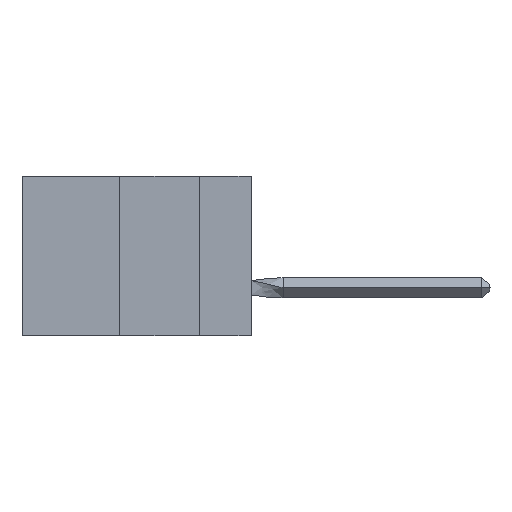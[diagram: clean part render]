
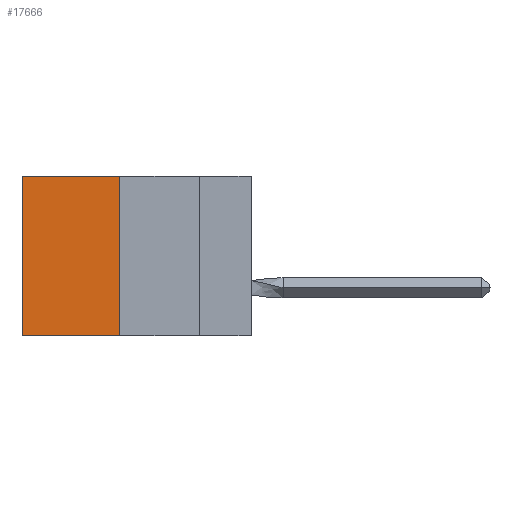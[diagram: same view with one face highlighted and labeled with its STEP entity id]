
A CAD part, left-side view. The second image highlights one B-rep face of the part: STEP entity #17666.
In plain terms, the highlighted planar face has unit normal (-1, 0, 0).
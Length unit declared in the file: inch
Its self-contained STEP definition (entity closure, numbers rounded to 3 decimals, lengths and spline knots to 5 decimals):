
#415 = VECTOR ( 'NONE', #4015, 39.37008 ) ;
#666 = LINE ( 'NONE', #13027, #16949 ) ;
#699 = FACE_OUTER_BOUND ( 'NONE', #5157, .T. ) ;
#1154 = AXIS2_PLACEMENT_3D ( 'NONE', #15853, #12652, #15785 ) ;
#1633 = EDGE_CURVE ( 'NONE', #11169, #3807, #9417, .T. ) ;
#2847 = DIRECTION ( 'NONE',  ( 0., 1., 0. ) ) ;
#3009 = ORIENTED_EDGE ( 'NONE', *, *, #18863, .F. ) ;
#3807 = VERTEX_POINT ( 'NONE', #20094 ) ;
#4015 = DIRECTION ( 'NONE',  ( 0., 1., 0. ) ) ;
#5157 = EDGE_LOOP ( 'NONE', ( #8506, #3009, #5407, #18059 ) ) ;
#5407 = ORIENTED_EDGE ( 'NONE', *, *, #1633, .F. ) ;
#7023 = LINE ( 'NONE', #8759, #415 ) ;
#7199 = DIRECTION ( 'NONE',  ( 0., 0., -1. ) ) ;
#8506 = ORIENTED_EDGE ( 'NONE', *, *, #18586, .T. ) ;
#8759 = CARTESIAN_POINT ( 'NONE',  ( 0.305, 0.413, 0. ) ) ;
#9417 = LINE ( 'NONE', #16463, #16915 ) ;
#9487 = PLANE ( 'NONE',  #1154 ) ;
#11169 = VERTEX_POINT ( 'NONE', #20137 ) ;
#12652 = DIRECTION ( 'NONE',  ( 1., 0., 0. ) ) ;
#13027 = CARTESIAN_POINT ( 'NONE',  ( 0.305, 0.72, -0.5 ) ) ;
#14257 = CARTESIAN_POINT ( 'NONE',  ( 0.305, 0.72, -0.5 ) ) ;
#15785 = DIRECTION ( 'NONE',  ( 0., 0., -1. ) ) ;
#15853 = CARTESIAN_POINT ( 'NONE',  ( 0.305, 0.413, -0.5 ) ) ;
#15977 = LINE ( 'NONE', #20145, #19614 ) ;
#16291 = CARTESIAN_POINT ( 'NONE',  ( 0.305, 0.72, 0. ) ) ;
#16463 = CARTESIAN_POINT ( 'NONE',  ( 0.305, 0.413, -0.5 ) ) ;
#16650 = VERTEX_POINT ( 'NONE', #14257 ) ;
#16915 = VECTOR ( 'NONE', #7199, 39.37008 ) ;
#16949 = VECTOR ( 'NONE', #19471, 39.37008 ) ;
#17666 = ADVANCED_FACE ( 'NONE', ( #699 ), #9487, .F. ) ;
#18059 = ORIENTED_EDGE ( 'NONE', *, *, #18747, .T. ) ;
#18586 = EDGE_CURVE ( 'NONE', #18624, #16650, #666, .T. ) ;
#18624 = VERTEX_POINT ( 'NONE', #16291 ) ;
#18747 = EDGE_CURVE ( 'NONE', #11169, #18624, #7023, .T. ) ;
#18863 = EDGE_CURVE ( 'NONE', #3807, #16650, #15977, .T. ) ;
#19471 = DIRECTION ( 'NONE',  ( 0., 0., -1. ) ) ;
#19614 = VECTOR ( 'NONE', #2847, 39.37008 ) ;
#20094 = CARTESIAN_POINT ( 'NONE',  ( 0.305, 0.413, -0.5 ) ) ;
#20137 = CARTESIAN_POINT ( 'NONE',  ( 0.305, 0.413, 0. ) ) ;
#20145 = CARTESIAN_POINT ( 'NONE',  ( 0.305, 0.413, -0.5 ) ) ;
